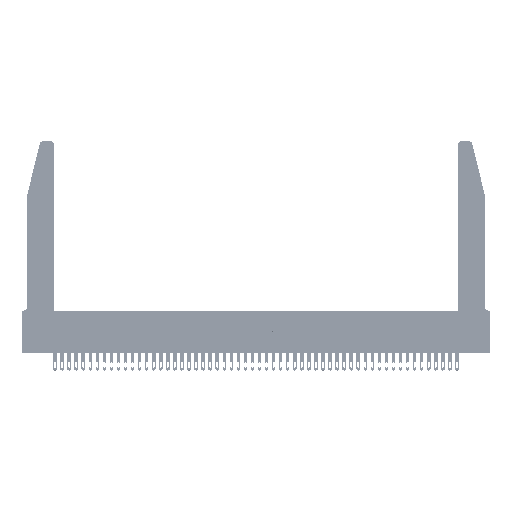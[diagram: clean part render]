
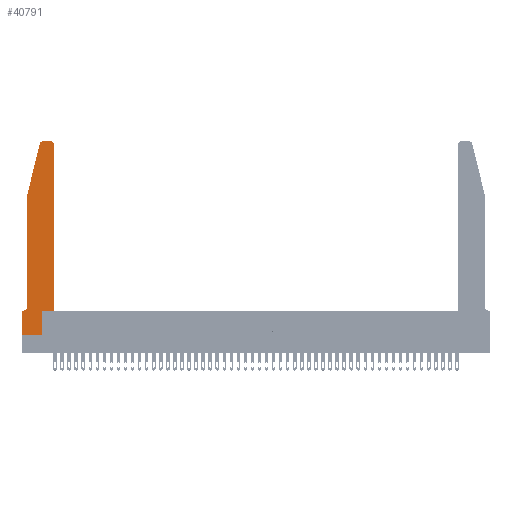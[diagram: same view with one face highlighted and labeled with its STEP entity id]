
A CAD part, top view. The second image highlights one B-rep face of the part: STEP entity #40791.
In plain terms, the highlighted planar face has unit normal (0, 0, 1).
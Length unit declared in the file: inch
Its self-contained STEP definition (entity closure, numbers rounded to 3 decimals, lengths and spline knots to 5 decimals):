
#481 = VERTEX_POINT ( 'NONE', #41470 ) ;
#547 = VERTEX_POINT ( 'NONE', #19702 ) ;
#594 = AXIS2_PLACEMENT_3D ( 'NONE', #31843, #17033, #24181 ) ;
#1522 = ORIENTED_EDGE ( 'NONE', *, *, #44765, .T. ) ;
#1774 = EDGE_CURVE ( 'NONE', #25479, #18170, #42750, .T. ) ;
#2193 = VECTOR ( 'NONE', #30530, 39.37008 ) ;
#2593 = VECTOR ( 'NONE', #29078, 39.37008 ) ;
#3093 = CARTESIAN_POINT ( 'NONE',  ( 0.0755, 0.35, 0.37 ) ) ;
#4087 = ORIENTED_EDGE ( 'NONE', *, *, #18937, .T. ) ;
#4135 = VERTEX_POINT ( 'NONE', #19171 ) ;
#4383 = LINE ( 'NONE', #13377, #47926 ) ;
#4512 = LINE ( 'NONE', #18729, #28314 ) ;
#4644 = DIRECTION ( 'NONE',  ( 0., 1., 0. ) ) ;
#4688 = ORIENTED_EDGE ( 'NONE', *, *, #45776, .T. ) ;
#5041 = EDGE_CURVE ( 'NONE', #547, #22030, #25547, .T. ) ;
#5860 = DIRECTION ( 'NONE',  ( -1., 0., 0. ) ) ;
#7559 = ORIENTED_EDGE ( 'NONE', *, *, #32904, .T. ) ;
#8293 = CARTESIAN_POINT ( 'NONE',  ( 0., 0., 0.37 ) ) ;
#9185 = LINE ( 'NONE', #8293, #38839 ) ;
#9216 = CARTESIAN_POINT ( 'NONE',  ( 0., 0., 0.37 ) ) ;
#9296 = VECTOR ( 'NONE', #31644, 39.37008 ) ;
#10045 = PLANE ( 'NONE',  #34761 ) ;
#10142 = LINE ( 'NONE', #3093, #2593 ) ;
#10952 = VERTEX_POINT ( 'NONE', #36420 ) ;
#11810 = VECTOR ( 'NONE', #5860, 39.37008 ) ;
#11848 = DIRECTION ( 'NONE',  ( 1., 0., 0. ) ) ;
#12092 = CARTESIAN_POINT ( 'NONE',  ( 0.4505, 0.35, 0.37 ) ) ;
#13377 = CARTESIAN_POINT ( 'NONE',  ( 0.0755, 2., 0.37 ) ) ;
#13660 = CARTESIAN_POINT ( 'NONE',  ( 0.0055, 0.42, 0.37 ) ) ;
#13692 = DIRECTION ( 'NONE',  ( -0.239, -0.971, 0. ) ) ;
#13752 = CARTESIAN_POINT ( 'NONE',  ( 0.0755, 0.42, 0.37 ) ) ;
#14223 = CARTESIAN_POINT ( 'NONE',  ( 0.0755, 2., 0.37 ) ) ;
#14988 = LINE ( 'NONE', #44895, #43485 ) ;
#15357 = CARTESIAN_POINT ( 'NONE',  ( 0.0755, 2., 0.37 ) ) ;
#17033 = DIRECTION ( 'NONE',  ( 0., 0., 1. ) ) ;
#17496 = DIRECTION ( 'NONE',  ( 0., 0., 1. ) ) ;
#17555 = ORIENTED_EDGE ( 'NONE', *, *, #26585, .T. ) ;
#17725 = CIRCLE ( 'NONE', #27679, 0.07 ) ;
#18170 = VERTEX_POINT ( 'NONE', #13752 ) ;
#18247 = CARTESIAN_POINT ( 'NONE',  ( 0.2865, 0., 0.37 ) ) ;
#18312 = CARTESIAN_POINT ( 'NONE',  ( 0.2865, 0.35, 0.37 ) ) ;
#18729 = CARTESIAN_POINT ( 'NONE',  ( 0.2865, 0.35, 0.37 ) ) ;
#18824 = VERTEX_POINT ( 'NONE', #12092 ) ;
#18904 = CIRCLE ( 'NONE', #42628, 0.03 ) ;
#18937 = EDGE_CURVE ( 'NONE', #18824, #481, #14988, .T. ) ;
#19171 = CARTESIAN_POINT ( 'NONE',  ( 0.25487, 2.72718, 0.37 ) ) ;
#19608 = ORIENTED_EDGE ( 'NONE', *, *, #24803, .T. ) ;
#19702 = CARTESIAN_POINT ( 'NONE',  ( 0., 0.35, 0.37 ) ) ;
#19891 = VERTEX_POINT ( 'NONE', #18312 ) ;
#20246 = CARTESIAN_POINT ( 'NONE',  ( 0.4205, 2.72, 0.37 ) ) ;
#20788 = CARTESIAN_POINT ( 'NONE',  ( 0.2605, 2.75, 0.37 ) ) ;
#21113 = VERTEX_POINT ( 'NONE', #28964 ) ;
#22030 = VERTEX_POINT ( 'NONE', #29521 ) ;
#22036 = CARTESIAN_POINT ( 'NONE',  ( 0.0055, 0.35, 0.37 ) ) ;
#22142 = ORIENTED_EDGE ( 'NONE', *, *, #29590, .T. ) ;
#22242 = FACE_OUTER_BOUND ( 'NONE', #33086, .T. ) ;
#23664 = DIRECTION ( 'NONE',  ( 1., 0., 0. ) ) ;
#24181 = DIRECTION ( 'NONE',  ( 1., 0., 0. ) ) ;
#24596 = VERTEX_POINT ( 'NONE', #18247 ) ;
#24803 = EDGE_CURVE ( 'NONE', #19891, #18824, #25413, .T. ) ;
#24862 = DIRECTION ( 'NONE',  ( -1., 0., 0. ) ) ;
#25413 = LINE ( 'NONE', #41414, #2193 ) ;
#25479 = VERTEX_POINT ( 'NONE', #14223 ) ;
#25547 = LINE ( 'NONE', #9216, #9296 ) ;
#26585 = EDGE_CURVE ( 'NONE', #21113, #10952, #35139, .T. ) ;
#27679 = AXIS2_PLACEMENT_3D ( 'NONE', #13660, #28270, #24862 ) ;
#28270 = DIRECTION ( 'NONE',  ( 0., 0., -1. ) ) ;
#28314 = VECTOR ( 'NONE', #33553, 39.37008 ) ;
#28964 = CARTESIAN_POINT ( 'NONE',  ( 0.4205, 2.75, 0.37 ) ) ;
#29078 = DIRECTION ( 'NONE',  ( -1., 0., 0. ) ) ;
#29521 = CARTESIAN_POINT ( 'NONE',  ( 0., 0., 0.37 ) ) ;
#29590 = EDGE_CURVE ( 'NONE', #22030, #24596, #9185, .T. ) ;
#30530 = DIRECTION ( 'NONE',  ( 1., 0., 0. ) ) ;
#31644 = DIRECTION ( 'NONE',  ( 0., -1., 0. ) ) ;
#31843 = CARTESIAN_POINT ( 'NONE',  ( 0.284, 2.72, 0.37 ) ) ;
#32231 = EDGE_CURVE ( 'NONE', #10952, #4135, #40417, .T. ) ;
#32425 = EDGE_CURVE ( 'NONE', #481, #21113, #18904, .T. ) ;
#32613 = CARTESIAN_POINT ( 'NONE',  ( 0., 0.35, 0.37 ) ) ;
#32904 = EDGE_CURVE ( 'NONE', #33600, #547, #10142, .T. ) ;
#33086 = EDGE_LOOP ( 'NONE', ( #17555, #37949, #36488, #38456, #4688, #7559, #47782, #22142, #1522, #19608, #4087, #38000 ) ) ;
#33553 = DIRECTION ( 'NONE',  ( 0., 1., 0. ) ) ;
#33600 = VERTEX_POINT ( 'NONE', #22036 ) ;
#33912 = DIRECTION ( 'NONE',  ( 0., -1., 0. ) ) ;
#34761 = AXIS2_PLACEMENT_3D ( 'NONE', #32613, #17496, #43646 ) ;
#35058 = DIRECTION ( 'NONE',  ( 0., 0., 1. ) ) ;
#35139 = LINE ( 'NONE', #20788, #11810 ) ;
#36420 = CARTESIAN_POINT ( 'NONE',  ( 0.284, 2.75, 0.37 ) ) ;
#36488 = ORIENTED_EDGE ( 'NONE', *, *, #38613, .T. ) ;
#37949 = ORIENTED_EDGE ( 'NONE', *, *, #32231, .T. ) ;
#38000 = ORIENTED_EDGE ( 'NONE', *, *, #32425, .T. ) ;
#38456 = ORIENTED_EDGE ( 'NONE', *, *, #1774, .T. ) ;
#38613 = EDGE_CURVE ( 'NONE', #4135, #25479, #4383, .T. ) ;
#38839 = VECTOR ( 'NONE', #11848, 39.37008 ) ;
#40408 = VECTOR ( 'NONE', #33912, 39.37008 ) ;
#40417 = CIRCLE ( 'NONE', #594, 0.03 ) ;
#40791 = ADVANCED_FACE ( 'NONE', ( #22242 ), #10045, .T. ) ;
#41414 = CARTESIAN_POINT ( 'NONE',  ( 0.4505, 0.35, 0.37 ) ) ;
#41470 = CARTESIAN_POINT ( 'NONE',  ( 0.4505, 2.72, 0.37 ) ) ;
#42628 = AXIS2_PLACEMENT_3D ( 'NONE', #20246, #35058, #23664 ) ;
#42750 = LINE ( 'NONE', #15357, #40408 ) ;
#43485 = VECTOR ( 'NONE', #4644, 39.37008 ) ;
#43646 = DIRECTION ( 'NONE',  ( 1., 0., 0. ) ) ;
#44765 = EDGE_CURVE ( 'NONE', #24596, #19891, #4512, .T. ) ;
#44895 = CARTESIAN_POINT ( 'NONE',  ( 0.4505, 0.35, 0.37 ) ) ;
#45776 = EDGE_CURVE ( 'NONE', #18170, #33600, #17725, .T. ) ;
#47782 = ORIENTED_EDGE ( 'NONE', *, *, #5041, .T. ) ;
#47926 = VECTOR ( 'NONE', #13692, 39.37008 ) ;
